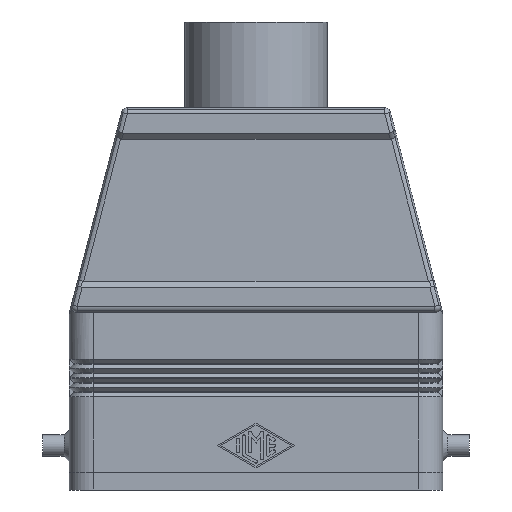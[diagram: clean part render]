
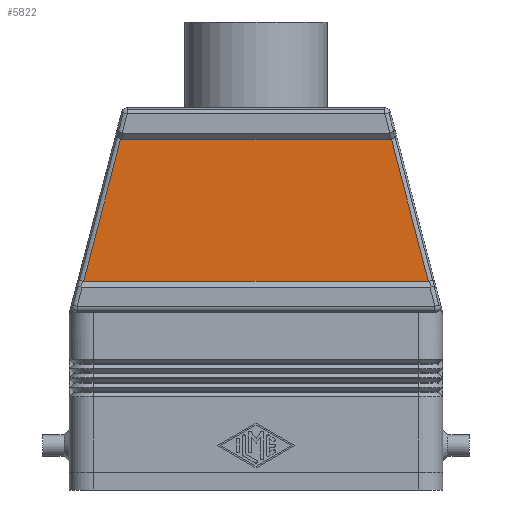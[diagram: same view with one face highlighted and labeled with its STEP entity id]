
A CAD part, front view. The second image highlights one B-rep face of the part: STEP entity #5822.
In plain terms, the highlighted planar face has unit normal (0, -1, 0).
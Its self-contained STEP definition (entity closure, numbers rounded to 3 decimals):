
#727=CARTESIAN_POINT('',(-22.83,-17.,59.273));
#728=VERTEX_POINT('',#727);
#736=CARTESIAN_POINT('',(-22.652,-17.,59.25));
#737=VERTEX_POINT('',#736);
#738=CARTESIAN_POINT('',(-22.467,-17.,60.664));
#739=DIRECTION('',(0.0,-1.,0.0));
#740=DIRECTION('',(-0.252,0.0,-0.968));
#741=AXIS2_PLACEMENT_3D('',#738,#739,#740);
#742=ELLIPSE('',#741,1.438,1.0);
#743=EDGE_CURVE('',#728,#737,#742,.T.);
#1249=CARTESIAN_POINT('',(22.652,-17.,59.25));
#1250=VERTEX_POINT('',#1249);
#1257=CARTESIAN_POINT('',(22.83,-17.,59.273));
#1258=VERTEX_POINT('',#1257);
#1259=CARTESIAN_POINT('',(22.467,-17.,60.664));
#1260=DIRECTION('',(0.,-1.0,0.));
#1261=DIRECTION('',(0.252,0.,-0.968));
#1262=AXIS2_PLACEMENT_3D('',#1259,#1260,#1261);
#1263=ELLIPSE('',#1262,1.438,1.);
#1264=EDGE_CURVE('',#1250,#1258,#1263,.T.);
#1399=CARTESIAN_POINT('',(29.097,-17.,35.25));
#1400=VERTEX_POINT('',#1399);
#1401=CARTESIAN_POINT('',(22.83,-17.,59.273));
#1402=DIRECTION('',(0.252,0.0,-0.968));
#1403=VECTOR('',#1402,24.827);
#1404=LINE('',#1401,#1403);
#1405=EDGE_CURVE('',#1258,#1400,#1404,.T.);
#1490=CARTESIAN_POINT('',(-29.097,-17.,35.25));
#1491=VERTEX_POINT('',#1490);
#1499=CARTESIAN_POINT('',(-29.097,-17.,35.25));
#1500=DIRECTION('',(0.252,0.0,0.968));
#1501=VECTOR('',#1500,24.827);
#1502=LINE('',#1499,#1501);
#1503=EDGE_CURVE('',#1491,#728,#1502,.T.);
#5786=CARTESIAN_POINT('',(29.097,-17.,35.25));
#5787=DIRECTION('',(-1.0,0.0,0.0));
#5788=VECTOR('',#5787,58.194);
#5789=LINE('',#5786,#5788);
#5790=EDGE_CURVE('',#1400,#1491,#5789,.T.);
#5804=CARTESIAN_POINT('',(0.0,-17.,35.25));
#5805=DIRECTION('',(0.0,1.0,0.0));
#5806=DIRECTION('',(0.0,0.0,1.0));
#5807=AXIS2_PLACEMENT_3D('',#5804,#5805,#5806);
#5808=PLANE('',#5807);
#5809=ORIENTED_EDGE('',*,*,#1405,.F.);
#5810=ORIENTED_EDGE('',*,*,#1264,.F.);
#5811=CARTESIAN_POINT('',(22.652,-17.,59.25));
#5812=DIRECTION('',(-1.0,0.0,0.0));
#5813=VECTOR('',#5812,45.303);
#5814=LINE('',#5811,#5813);
#5815=EDGE_CURVE('',#1250,#737,#5814,.T.);
#5816=ORIENTED_EDGE('',*,*,#5815,.T.);
#5817=ORIENTED_EDGE('',*,*,#743,.F.);
#5818=ORIENTED_EDGE('',*,*,#1503,.F.);
#5819=ORIENTED_EDGE('',*,*,#5790,.F.);
#5820=EDGE_LOOP('',(#5809,#5810,#5816,#5817,#5818,#5819));
#5821=FACE_OUTER_BOUND('',#5820,.T.);
#5822=ADVANCED_FACE('',(#5821),#5808,.F.);
